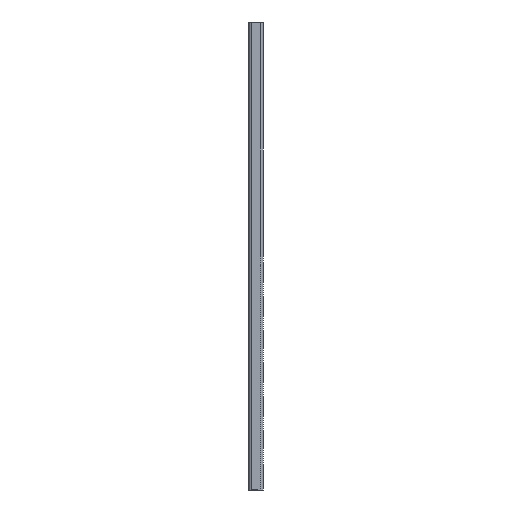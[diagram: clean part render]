
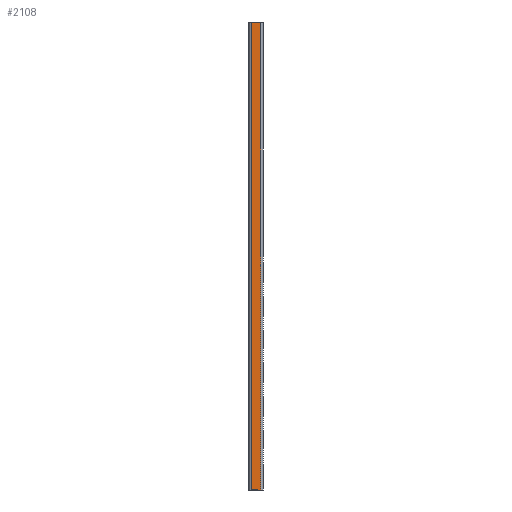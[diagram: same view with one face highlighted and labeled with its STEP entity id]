
A CAD part, left-side view. The second image highlights one B-rep face of the part: STEP entity #2108.
In plain terms, the highlighted planar face has unit normal (-1, 0, 0).
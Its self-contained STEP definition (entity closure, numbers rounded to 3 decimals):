
#54 = CARTESIAN_POINT ( 'NONE',  ( -20.5, 17.5, 350. ) ) ;
#213 = VERTEX_POINT ( 'NONE', #2549 ) ;
#246 = LINE ( 'NONE', #2545, #372 ) ;
#301 = VERTEX_POINT ( 'NONE', #2574 ) ;
#333 = EDGE_LOOP ( 'NONE', ( #1958, #1973, #1950, #1949 ) ) ;
#365 = VECTOR ( 'NONE', #2488, 1000. ) ;
#372 = VECTOR ( 'NONE', #2548, 1000. ) ;
#439 = VECTOR ( 'NONE', #2531, 1000. ) ;
#440 = LINE ( 'NONE', #2528, #439 ) ;
#507 = LINE ( 'NONE', #2496, #365 ) ;
#623 = EDGE_CURVE ( 'NONE', #2892, #301, #246, .T. ) ;
#631 = EDGE_CURVE ( 'NONE', #2048, #2892, #440, .T. ) ;
#639 = EDGE_CURVE ( 'NONE', #301, #213, #507, .T. ) ;
#820 = AXIS2_PLACEMENT_3D ( 'NONE', #1356, #1329, #1328 ) ;
#1075 = DIRECTION ( 'NONE',  ( 0., 0., -1. ) ) ;
#1076 = CARTESIAN_POINT ( 'NONE',  ( -20.5, 3.5, 1500. ) ) ;
#1328 = DIRECTION ( 'NONE',  ( 0., 1., 0. ) ) ;
#1329 = DIRECTION ( 'NONE',  ( 1., 0., 0. ) ) ;
#1347 = PLANE ( 'NONE',  #820 ) ;
#1356 = CARTESIAN_POINT ( 'NONE',  ( -20.5, 17.5, 1500. ) ) ;
#1518 = CARTESIAN_POINT ( 'NONE',  ( -20.5, 3.5, 350. ) ) ;
#1673 = FACE_OUTER_BOUND ( 'NONE', #333, .T. ) ;
#1719 = VECTOR ( 'NONE', #1075, 1000. ) ;
#1790 = LINE ( 'NONE', #1076, #1719 ) ;
#1949 = ORIENTED_EDGE ( 'NONE', *, *, #2633, .F. ) ;
#1950 = ORIENTED_EDGE ( 'NONE', *, *, #639, .T. ) ;
#1958 = ORIENTED_EDGE ( 'NONE', *, *, #631, .T. ) ;
#1973 = ORIENTED_EDGE ( 'NONE', *, *, #623, .T. ) ;
#2048 = VERTEX_POINT ( 'NONE', #1518 ) ;
#2108 = ADVANCED_FACE ( 'NONE', ( #1673 ), #1347, .F. ) ;
#2488 = DIRECTION ( 'NONE',  ( 0., -1., 0. ) ) ;
#2496 = CARTESIAN_POINT ( 'NONE',  ( -20.5, 21., -350. ) ) ;
#2528 = CARTESIAN_POINT ( 'NONE',  ( -20.5, 21., 350. ) ) ;
#2531 = DIRECTION ( 'NONE',  ( 0., 1., 0. ) ) ;
#2545 = CARTESIAN_POINT ( 'NONE',  ( -20.5, 17.5, 1500. ) ) ;
#2548 = DIRECTION ( 'NONE',  ( 0., 0., -1. ) ) ;
#2549 = CARTESIAN_POINT ( 'NONE',  ( -20.5, 3.5, -350. ) ) ;
#2574 = CARTESIAN_POINT ( 'NONE',  ( -20.5, 17.5, -350. ) ) ;
#2633 = EDGE_CURVE ( 'NONE', #2048, #213, #1790, .T. ) ;
#2892 = VERTEX_POINT ( 'NONE', #54 ) ;
